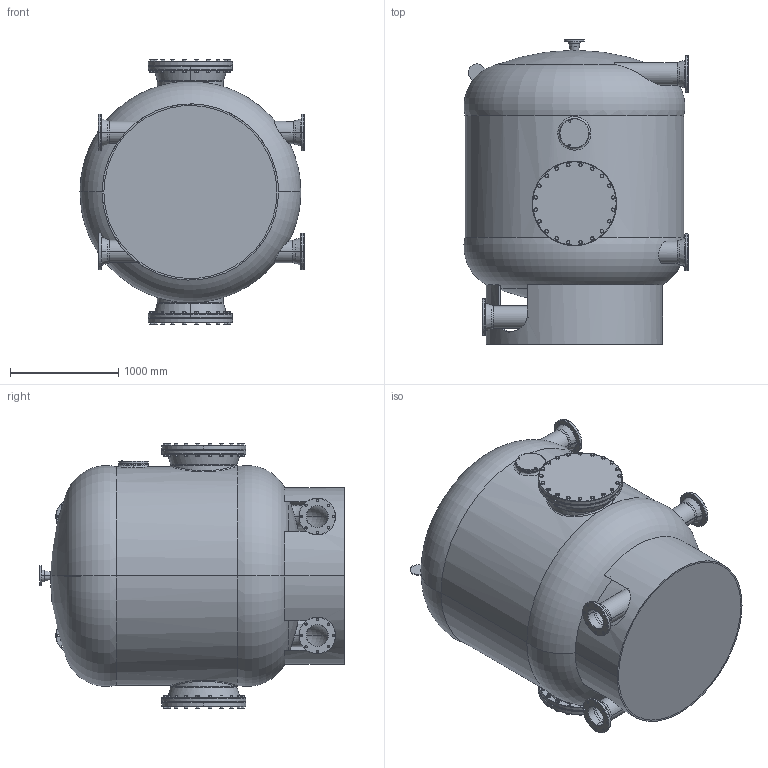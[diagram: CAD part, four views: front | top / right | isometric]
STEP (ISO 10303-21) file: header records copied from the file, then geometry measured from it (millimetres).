
FILE_DESCRIPTION (( 'STEP AP214' ), '1' );
FILE_NAME ('diatomea200c_v1_.STEP', '2020-10-30T10:58:20', ( '' ), ( '' ), 'SwSTEP 2.0', 'SolidWorks 2019', '' );
FILE_SCHEMA (( 'AUTOMOTIVE_DESIGN' ));
Length unit declared in the file: millimetre
Products named in the file (1): diatomea200c_v1_
Bounding box: 2072.38 x 2818.67 x 2449.94 mm (x, y, z)
Surface area: 31172034.3 mm2 (no closed solid volume)
Topology: 0 solids, 172 shells, 1166 faces, 3766 edges, 2529 vertices
Faces by surface type: plane 599, cylinder 254, cone 220, torus 83, bspline 6, sphere 4
Entity records: 102820 total; most frequent: CARTESIAN_POINT 64264, ORIENTED_EDGE 5573, EDGE_CURVE 3766, B_SPLINE_CURVE_WITH_KNOTS 3242, DIRECTION 3222, VERTEX_POINT 2529, AXIS2_PLACEMENT_3D 1537, EDGE_LOOP 1291
